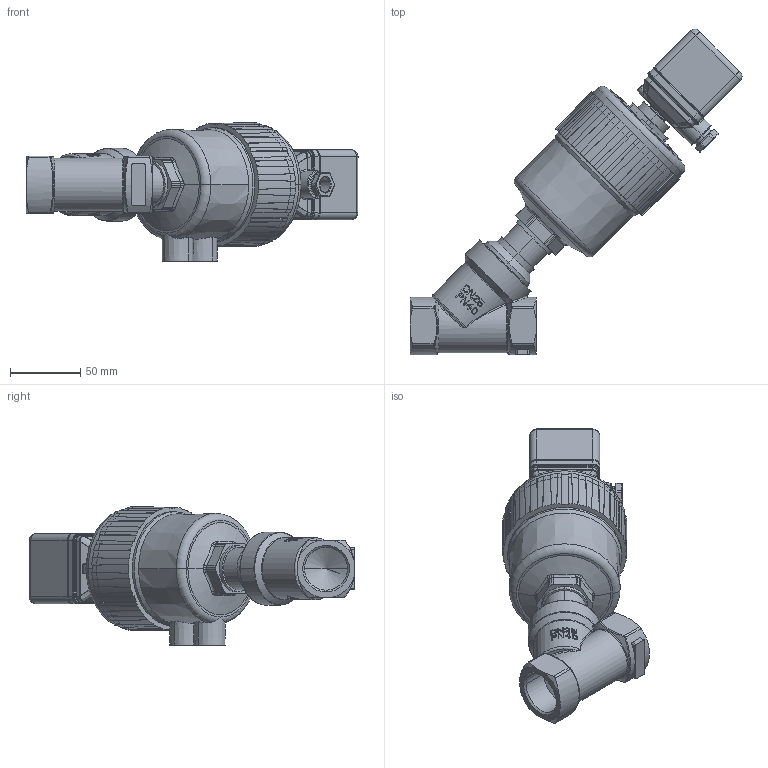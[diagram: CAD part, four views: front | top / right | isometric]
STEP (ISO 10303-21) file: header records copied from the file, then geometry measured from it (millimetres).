
FILE_DESCRIPTION((''),'2;1');
FILE_NAME('21IA6T25GC2_H_IP1_INGOMBRO_ASM','2011-12-22T',('romeri'),('O.D.E.'),'PRO/ENGINEER BY PARAMETRIC TECHNOLOGY CORPORATION, 2005450','PRO/ENGINEER BY PARAMETRIC TECHNOLOGY CORPORATION, 2005450','');
FILE_SCHEMA(('CONFIG_CONTROL_DESIGN'));
Length unit declared in the file: millimetre
Products named in the file (8): 450IA6_INGOMBRO; 500034_INGOMBRO; 500026_INGOMBRO; 500025_INGOMBRO; 500027_INGOMBRO_ASM; 500028_INGOMBRO; 992238_INGOMBRO; 21IA6T25GC2_H_IP1_INGOMBRO_ASM
Assembly tree (8 placements, depth 3):
  21IA6T25GC2_H_IP1_INGOMBRO_ASM
    450IA6_INGOMBRO
    500034_INGOMBRO
    500027_INGOMBRO_ASM
      500026_INGOMBRO
      500025_INGOMBRO  x2
    500028_INGOMBRO
    992238_INGOMBRO
Bounding box: 236.7 x 232.2 x 98.59 mm (x, y, z)
Volume: 1074841.4 mm3; surface area: 137040.1 mm2
Topology: 7 solids, 11 shells, 1260 faces, 3071 edges, 1879 vertices
Faces by surface type: plane 538, cylinder 260, cone 228, bspline 137, torus 83, sphere 14
Entity records: 48798 total; most frequent: CARTESIAN_POINT 14303, ORIENTED_EDGE 6066, DIRECTION 5309, EDGE_CURVE 3045, AXIS2_PLACEMENT_3D 2083, VERTEX_POINT 1865, EDGE_LOOP 1307, FACE_OUTER_BOUND 1249
